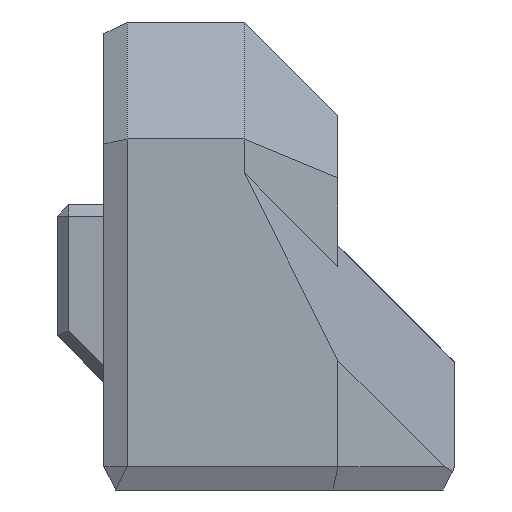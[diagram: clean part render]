
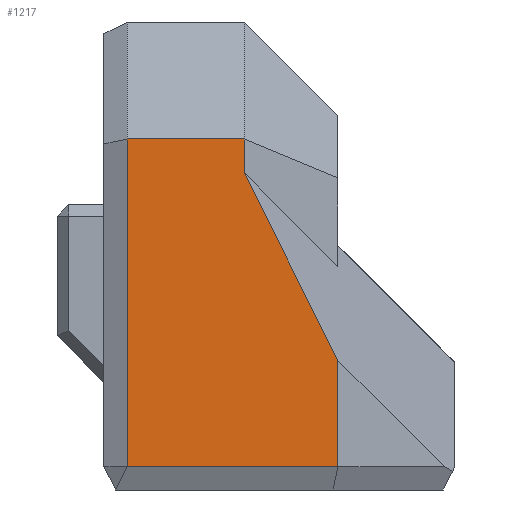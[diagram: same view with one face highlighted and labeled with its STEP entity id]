
A CAD part, left-side view. The second image highlights one B-rep face of the part: STEP entity #1217.
In plain terms, the highlighted planar face has unit normal (-1, 0, 0).
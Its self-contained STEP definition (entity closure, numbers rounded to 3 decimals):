
#87=FACE_OUTER_BOUND('',#163,.T.);
#163=EDGE_LOOP('',(#857,#858,#859,#860,#861,#862));
#254=LINE('',#1762,#394);
#258=LINE('',#1768,#398);
#275=LINE('',#1803,#415);
#277=LINE('',#1807,#417);
#278=LINE('',#1809,#418);
#279=LINE('',#1810,#419);
#394=VECTOR('',#1427,10.);
#398=VECTOR('',#1433,10.);
#415=VECTOR('',#1462,10.);
#417=VECTOR('',#1466,10.);
#418=VECTOR('',#1467,10.);
#419=VECTOR('',#1468,10.);
#516=VERTEX_POINT('',#1725);
#520=VERTEX_POINT('',#1736);
#527=VERTEX_POINT('',#1761);
#540=VERTEX_POINT('',#1802);
#541=VERTEX_POINT('',#1806);
#542=VERTEX_POINT('',#1808);
#640=EDGE_CURVE('',#527,#520,#254,.T.);
#644=EDGE_CURVE('',#520,#516,#258,.T.);
#661=EDGE_CURVE('',#516,#540,#275,.T.);
#663=EDGE_CURVE('',#541,#527,#277,.T.);
#664=EDGE_CURVE('',#542,#541,#278,.T.);
#665=EDGE_CURVE('',#540,#542,#279,.T.);
#857=ORIENTED_EDGE('',*,*,#644,.F.);
#858=ORIENTED_EDGE('',*,*,#640,.F.);
#859=ORIENTED_EDGE('',*,*,#663,.F.);
#860=ORIENTED_EDGE('',*,*,#664,.F.);
#861=ORIENTED_EDGE('',*,*,#665,.F.);
#862=ORIENTED_EDGE('',*,*,#661,.F.);
#1155=PLANE('',#1307);
#1217=ADVANCED_FACE('',(#87),#1155,.T.);
#1307=AXIS2_PLACEMENT_3D('',#1805,#1464,#1465);
#1427=DIRECTION('',(0.,1.,0.));
#1433=DIRECTION('',(0.,0.,1.));
#1462=DIRECTION('',(0.,-1.,0.));
#1464=DIRECTION('center_axis',(-1.,0.,0.));
#1465=DIRECTION('ref_axis',(0.,-1.,0.));
#1466=DIRECTION('',(0.,0.,-1.));
#1467=DIRECTION('',(0.,-0.447,-0.894));
#1468=DIRECTION('',(0.,0.,-1.));
#1725=CARTESIAN_POINT('',(-27.5,6.5,15.));
#1736=CARTESIAN_POINT('',(-27.5,6.5,1.));
#1761=CARTESIAN_POINT('',(-27.5,-2.5,1.));
#1762=CARTESIAN_POINT('',(-27.5,3.75,1.));
#1768=CARTESIAN_POINT('',(-27.5,6.5,0.));
#1802=CARTESIAN_POINT('',(-27.5,1.5,15.));
#1803=CARTESIAN_POINT('',(-27.5,3.75,15.));
#1805=CARTESIAN_POINT('Origin',(-27.5,7.5,0.));
#1806=CARTESIAN_POINT('',(-27.5,-2.5,5.551));
#1807=CARTESIAN_POINT('',(-27.5,-2.5,0.));
#1808=CARTESIAN_POINT('',(-27.5,1.5,13.551));
#1809=CARTESIAN_POINT('',(-27.5,-3.912,2.727));
#1810=CARTESIAN_POINT('',(-27.5,1.5,3.181));
